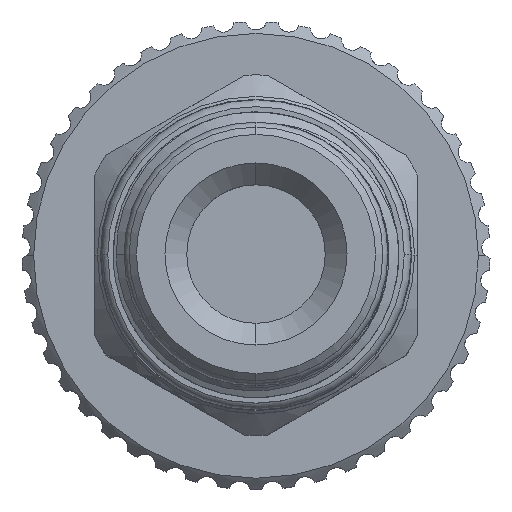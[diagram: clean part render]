
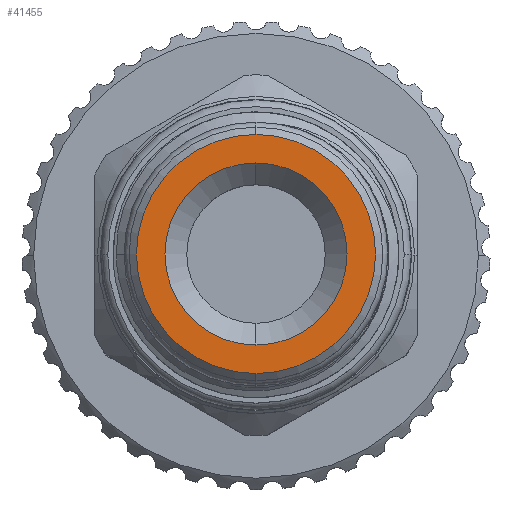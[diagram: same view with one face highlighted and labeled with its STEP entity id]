
A CAD part, top view. The second image highlights one B-rep face of the part: STEP entity #41455.
In plain terms, the highlighted planar face has unit normal (0, 0, 1).
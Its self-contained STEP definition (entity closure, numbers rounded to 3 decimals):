
#471 = AXIS2_PLACEMENT_3D ( 'NONE', #60772, #4685, #41612 ) ;
#2193 = EDGE_LOOP ( 'NONE', ( #31969, #34215 ) ) ;
#4685 = DIRECTION ( 'NONE',  ( 0., 0., 1. ) ) ;
#8383 = CARTESIAN_POINT ( 'NONE',  ( 0., 0., 45.202 ) ) ;
#9573 = CIRCLE ( 'NONE', #26000, 8.225 ) ;
#10695 = CIRCLE ( 'NONE', #59215, 6.265 ) ;
#11621 = EDGE_LOOP ( 'NONE', ( #58499, #52463 ) ) ;
#17627 = CARTESIAN_POINT ( 'NONE',  ( 0., -6.265, 45.202 ) ) ;
#19073 = DIRECTION ( 'NONE',  ( 0., -1., 0. ) ) ;
#20565 = VERTEX_POINT ( 'NONE', #17627 ) ;
#21900 = EDGE_CURVE ( 'NONE', #20565, #45165, #22044, .T. ) ;
#22044 = CIRCLE ( 'NONE', #471, 6.265 ) ;
#22944 = DIRECTION ( 'NONE',  ( 0., -1., 0. ) ) ;
#22978 = EDGE_CURVE ( 'NONE', #44945, #26741, #53707, .T. ) ;
#26000 = AXIS2_PLACEMENT_3D ( 'NONE', #35921, #53939, #44818 ) ;
#26741 = VERTEX_POINT ( 'NONE', #30438 ) ;
#28091 = AXIS2_PLACEMENT_3D ( 'NONE', #60243, #36935, #22944 ) ;
#30438 = CARTESIAN_POINT ( 'NONE',  ( 0., -8.225, 45.202 ) ) ;
#31647 = DIRECTION ( 'NONE',  ( 0., 0., 1. ) ) ;
#31969 = ORIENTED_EDGE ( 'NONE', *, *, #42187, .F. ) ;
#33503 = FACE_OUTER_BOUND ( 'NONE', #11621, .T. ) ;
#33945 = EDGE_CURVE ( 'NONE', #26741, #44945, #9573, .T. ) ;
#34215 = ORIENTED_EDGE ( 'NONE', *, *, #21900, .F. ) ;
#35921 = CARTESIAN_POINT ( 'NONE',  ( 0., 0., 45.202 ) ) ;
#36935 = DIRECTION ( 'NONE',  ( 0., 0., 1. ) ) ;
#39281 = CARTESIAN_POINT ( 'NONE',  ( 0., 8.225, 45.202 ) ) ;
#41357 = DIRECTION ( 'NONE',  ( 0., 1., 0. ) ) ;
#41455 = ADVANCED_FACE ( 'NONE', ( #33503, #47563 ), #56418, .F. ) ;
#41612 = DIRECTION ( 'NONE',  ( 0., 1., 0. ) ) ;
#42187 = EDGE_CURVE ( 'NONE', #45165, #20565, #10695, .T. ) ;
#44818 = DIRECTION ( 'NONE',  ( 0., -1., 0. ) ) ;
#44945 = VERTEX_POINT ( 'NONE', #39281 ) ;
#45165 = VERTEX_POINT ( 'NONE', #54418 ) ;
#45408 = AXIS2_PLACEMENT_3D ( 'NONE', #51452, #60714, #19073 ) ;
#47563 = FACE_BOUND ( 'NONE', #2193, .T. ) ;
#51452 = CARTESIAN_POINT ( 'NONE',  ( 0., 0., 45.202 ) ) ;
#52463 = ORIENTED_EDGE ( 'NONE', *, *, #22978, .T. ) ;
#53707 = CIRCLE ( 'NONE', #28091, 8.225 ) ;
#53939 = DIRECTION ( 'NONE',  ( 0., 0., 1. ) ) ;
#54418 = CARTESIAN_POINT ( 'NONE',  ( 0., 6.265, 45.202 ) ) ;
#56418 = PLANE ( 'NONE',  #45408 ) ;
#58499 = ORIENTED_EDGE ( 'NONE', *, *, #33945, .T. ) ;
#59215 = AXIS2_PLACEMENT_3D ( 'NONE', #8383, #31647, #41357 ) ;
#60243 = CARTESIAN_POINT ( 'NONE',  ( 0., 0., 45.202 ) ) ;
#60714 = DIRECTION ( 'NONE',  ( 0., 0., -1. ) ) ;
#60772 = CARTESIAN_POINT ( 'NONE',  ( 0., 0., 45.202 ) ) ;
